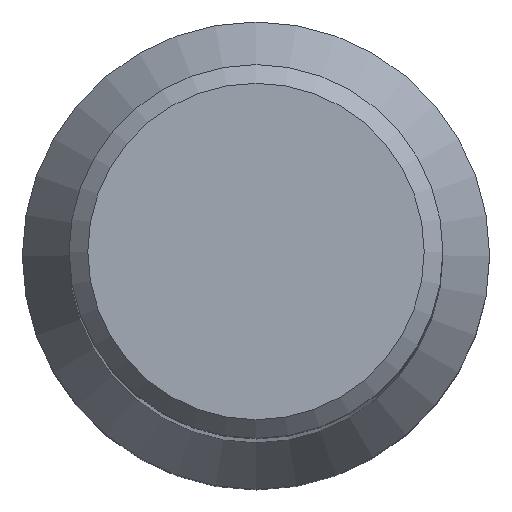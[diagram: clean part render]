
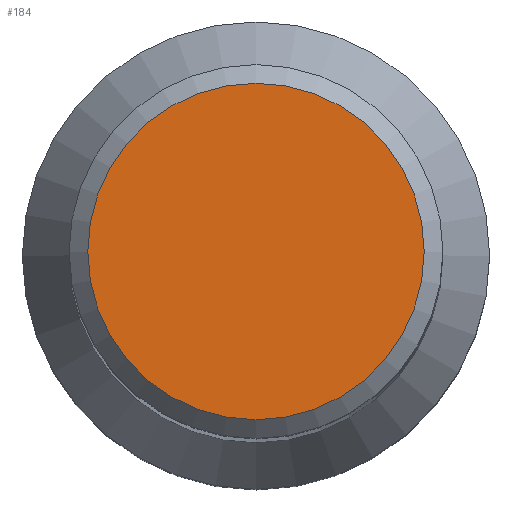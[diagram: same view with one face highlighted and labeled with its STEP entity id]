
A CAD part, top view. The second image highlights one B-rep face of the part: STEP entity #184.
In plain terms, the highlighted free-form (B-spline) face has degree [1, 1] with [2, 2] control points.
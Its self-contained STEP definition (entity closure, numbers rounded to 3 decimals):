
#150 = VERTEX_POINT('', #151);
#151 = CARTESIAN_POINT('', (-7.2, 0., 0.));
#157 = EDGE_CURVE('', #150, #150, #158, .T.);
#158 = CIRCLE('', #159, 7.2);
#159 = AXIS2_PLACEMENT_3D('', #160, #161, #162);
#160 = CARTESIAN_POINT('', (0., 0., 0.));
#161 = DIRECTION('', (0., 0., -1.));
#162 = DIRECTION('', (-1., 0., 0.));
#184 = ADVANCED_FACE('', (#185), #188, .T.);
#185 = FACE_OUTER_BOUND('', #186, .T.);
#186 = EDGE_LOOP('', (#187));
#187 = ORIENTED_EDGE('', *, *, #157, .F.);
#188 = B_SPLINE_SURFACE_WITH_KNOTS('', 1, 1, ((#189, #190), (#191, #192)), .UNSPECIFIED., .F., .F., .U., (2, 2), (2, 2), (0.045, 0.955), (0.045, 0.955), .UNSPECIFIED.);
#189 = CARTESIAN_POINT('', (7.2, -7.2, 0.));
#190 = CARTESIAN_POINT('', (-7.2, -7.2, 0.));
#191 = CARTESIAN_POINT('', (7.2, 7.2, 0.));
#192 = CARTESIAN_POINT('', (-7.2, 7.2, 0.));
